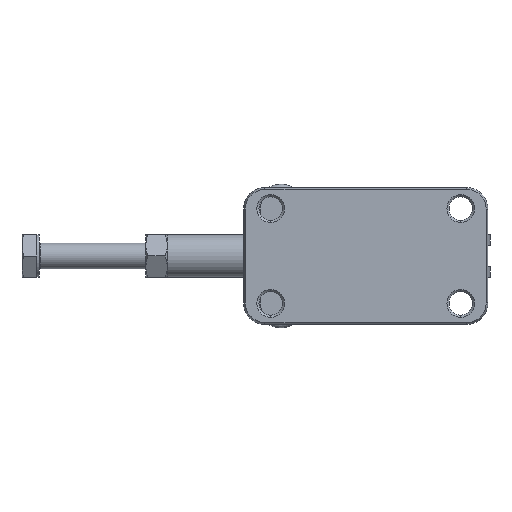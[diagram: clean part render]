
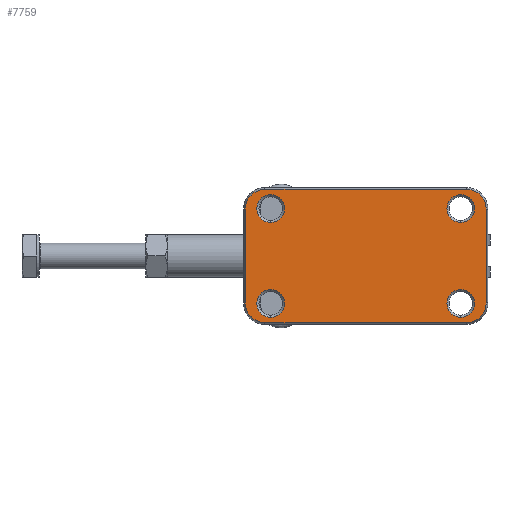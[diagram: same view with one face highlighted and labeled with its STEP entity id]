
A CAD part, front view. The second image highlights one B-rep face of the part: STEP entity #7759.
In plain terms, the highlighted planar face has unit normal (0, -1, 0).
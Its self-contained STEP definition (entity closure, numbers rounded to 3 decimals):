
#73 = DIRECTION ( 'NONE',  ( 0., 1., 0. ) ) ;
#219 = DIRECTION ( 'NONE',  ( 0., 1., 0. ) ) ;
#381 = ORIENTED_EDGE ( 'NONE', *, *, #8191, .T. ) ;
#388 = ORIENTED_EDGE ( 'NONE', *, *, #1549, .T. ) ;
#452 = DIRECTION ( 'NONE',  ( 0., 0., 1. ) ) ;
#602 = DIRECTION ( 'NONE',  ( 0., 1., 0. ) ) ;
#614 = ORIENTED_EDGE ( 'NONE', *, *, #7767, .T. ) ;
#747 = DIRECTION ( 'NONE',  ( 0., 0., 1. ) ) ;
#766 = AXIS2_PLACEMENT_3D ( 'NONE', #1924, #7387, #1121 ) ;
#841 = CIRCLE ( 'NONE', #7182, 3.25 ) ;
#868 = VECTOR ( 'NONE', #4519, 1000. ) ;
#908 = CARTESIAN_POINT ( 'NONE',  ( 50.85, 0., 11.1 ) ) ;
#1078 = AXIS2_PLACEMENT_3D ( 'NONE', #3827, #9268, #4606 ) ;
#1089 = ORIENTED_EDGE ( 'NONE', *, *, #6257, .T. ) ;
#1110 = CARTESIAN_POINT ( 'NONE',  ( 0.4, 0., 11. ) ) ;
#1121 = DIRECTION ( 'NONE',  ( 0., 0., 1. ) ) ;
#1197 = CARTESIAN_POINT ( 'NONE',  ( 5., 0., 15.6 ) ) ;
#1372 = FACE_BOUND ( 'NONE', #1705, .T. ) ;
#1403 = CARTESIAN_POINT ( 'NONE',  ( 56.8, 0., 11. ) ) ;
#1406 = CARTESIAN_POINT ( 'NONE',  ( 5., 0., -15.6 ) ) ;
#1449 = EDGE_CURVE ( 'NONE', #5290, #2681, #4972, .T. ) ;
#1463 = EDGE_CURVE ( 'NONE', #9371, #3958, #7056, .T. ) ;
#1549 = EDGE_CURVE ( 'NONE', #8329, #10040, #6068, .T. ) ;
#1705 = EDGE_LOOP ( 'NONE', ( #2710, #5062 ) ) ;
#1720 = DIRECTION ( 'NONE',  ( 0., 0., 1. ) ) ;
#1770 = DIRECTION ( 'NONE',  ( 1., 0., 0. ) ) ;
#1773 = CIRCLE ( 'NONE', #5480, 3.25 ) ;
#1903 = LINE ( 'NONE', #1197, #9930 ) ;
#1914 = CARTESIAN_POINT ( 'NONE',  ( 0.4, 0., -11. ) ) ;
#1915 = VERTEX_POINT ( 'NONE', #5432 ) ;
#1924 = CARTESIAN_POINT ( 'NONE',  ( 5., 0., 11. ) ) ;
#2015 = AXIS2_PLACEMENT_3D ( 'NONE', #9811, #5160, #452 ) ;
#2113 = VERTEX_POINT ( 'NONE', #9223 ) ;
#2118 = EDGE_CURVE ( 'NONE', #3958, #9391, #4463, .T. ) ;
#2165 = PLANE ( 'NONE',  #9712 ) ;
#2190 = CARTESIAN_POINT ( 'NONE',  ( 6.35, 0., -11.1 ) ) ;
#2199 = AXIS2_PLACEMENT_3D ( 'NONE', #10117, #5451, #747 ) ;
#2227 = CARTESIAN_POINT ( 'NONE',  ( 52.2, 0., 15.6 ) ) ;
#2246 = CARTESIAN_POINT ( 'NONE',  ( 6.35, 0., -14.35 ) ) ;
#2269 = VERTEX_POINT ( 'NONE', #6483 ) ;
#2461 = EDGE_LOOP ( 'NONE', ( #7112, #5711, #6380, #614, #3497, #6141, #388, #7214 ) ) ;
#2681 = VERTEX_POINT ( 'NONE', #2227 ) ;
#2710 = ORIENTED_EDGE ( 'NONE', *, *, #3758, .T. ) ;
#2857 = CARTESIAN_POINT ( 'NONE',  ( 6.35, 0., 11.1 ) ) ;
#2918 = EDGE_LOOP ( 'NONE', ( #7689, #381 ) ) ;
#2947 = DIRECTION ( 'NONE',  ( 0., -1., 0. ) ) ;
#2956 = FACE_OUTER_BOUND ( 'NONE', #2461, .T. ) ;
#2965 = DIRECTION ( 'NONE',  ( 0., 0., 1. ) ) ;
#3394 = ORIENTED_EDGE ( 'NONE', *, *, #6239, .T. ) ;
#3497 = ORIENTED_EDGE ( 'NONE', *, *, #1449, .T. ) ;
#3642 = DIRECTION ( 'NONE',  ( 0., 0., 1. ) ) ;
#3758 = EDGE_CURVE ( 'NONE', #8660, #5173, #8035, .T. ) ;
#3814 = CARTESIAN_POINT ( 'NONE',  ( 6.35, 0., -7.85 ) ) ;
#3827 = CARTESIAN_POINT ( 'NONE',  ( 6.35, 0., 11.1 ) ) ;
#3883 = EDGE_LOOP ( 'NONE', ( #3394, #1089 ) ) ;
#3958 = VERTEX_POINT ( 'NONE', #4658 ) ;
#4413 = CARTESIAN_POINT ( 'NONE',  ( 50.85, 0., -11.1 ) ) ;
#4418 = AXIS2_PLACEMENT_3D ( 'NONE', #4784, #73, #5581 ) ;
#4463 = LINE ( 'NONE', #1406, #6801 ) ;
#4519 = DIRECTION ( 'NONE',  ( 0., 0., 1. ) ) ;
#4582 = CARTESIAN_POINT ( 'NONE',  ( 5., 0., -11. ) ) ;
#4606 = DIRECTION ( 'NONE',  ( 0., 0., 1. ) ) ;
#4637 = AXIS2_PLACEMENT_3D ( 'NONE', #2190, #7646, #2965 ) ;
#4658 = CARTESIAN_POINT ( 'NONE',  ( 5., 0., -15.6 ) ) ;
#4784 = CARTESIAN_POINT ( 'NONE',  ( 50.85, 0., 11.1 ) ) ;
#4805 = EDGE_CURVE ( 'NONE', #1915, #7278, #5333, .T. ) ;
#4837 = CIRCLE ( 'NONE', #2199, 4.6 ) ;
#4924 = CARTESIAN_POINT ( 'NONE',  ( 50.85, 0., -11.1 ) ) ;
#4972 = CIRCLE ( 'NONE', #5170, 4.6 ) ;
#5038 = FACE_BOUND ( 'NONE', #7330, .T. ) ;
#5040 = CARTESIAN_POINT ( 'NONE',  ( 50.85, 0., -7.85 ) ) ;
#5062 = ORIENTED_EDGE ( 'NONE', *, *, #9616, .T. ) ;
#5127 = CARTESIAN_POINT ( 'NONE',  ( 50.85, 0., 7.85 ) ) ;
#5160 = DIRECTION ( 'NONE',  ( 0., 1., 0. ) ) ;
#5170 = AXIS2_PLACEMENT_3D ( 'NONE', #7628, #2947, #8400 ) ;
#5173 = VERTEX_POINT ( 'NONE', #5040 ) ;
#5209 = DIRECTION ( 'NONE',  ( 0., 0., 1. ) ) ;
#5290 = VERTEX_POINT ( 'NONE', #9051 ) ;
#5304 = CARTESIAN_POINT ( 'NONE',  ( 5., 0., 11. ) ) ;
#5333 = CIRCLE ( 'NONE', #8537, 3.25 ) ;
#5375 = DIRECTION ( 'NONE',  ( 0., 0., 1. ) ) ;
#5432 = CARTESIAN_POINT ( 'NONE',  ( 6.35, 0., 14.35 ) ) ;
#5451 = DIRECTION ( 'NONE',  ( 0., -1., 0. ) ) ;
#5478 = EDGE_CURVE ( 'NONE', #9391, #2269, #4837, .T. ) ;
#5480 = AXIS2_PLACEMENT_3D ( 'NONE', #908, #6413, #1720 ) ;
#5581 = DIRECTION ( 'NONE',  ( 0., 0., 1. ) ) ;
#5663 = AXIS2_PLACEMENT_3D ( 'NONE', #4413, #9861, #5209 ) ;
#5711 = ORIENTED_EDGE ( 'NONE', *, *, #2118, .T. ) ;
#5717 = DIRECTION ( 'NONE',  ( 0., 0., 1. ) ) ;
#5908 = EDGE_CURVE ( 'NONE', #2681, #8329, #1903, .T. ) ;
#6068 = CIRCLE ( 'NONE', #766, 4.6 ) ;
#6100 = DIRECTION ( 'NONE',  ( 0., 0., 1. ) ) ;
#6141 = ORIENTED_EDGE ( 'NONE', *, *, #5908, .T. ) ;
#6230 = AXIS2_PLACEMENT_3D ( 'NONE', #4582, #10031, #5375 ) ;
#6239 = EDGE_CURVE ( 'NONE', #8166, #2113, #7994, .T. ) ;
#6252 = LINE ( 'NONE', #1110, #8066 ) ;
#6257 = EDGE_CURVE ( 'NONE', #2113, #8166, #1773, .T. ) ;
#6272 = CIRCLE ( 'NONE', #4637, 3.25 ) ;
#6380 = ORIENTED_EDGE ( 'NONE', *, *, #5478, .T. ) ;
#6413 = DIRECTION ( 'NONE',  ( 0., 1., 0. ) ) ;
#6483 = CARTESIAN_POINT ( 'NONE',  ( 56.8, 0., -11. ) ) ;
#6602 = CARTESIAN_POINT ( 'NONE',  ( 52.2, 0., -15.6 ) ) ;
#6801 = VECTOR ( 'NONE', #1770, 1000. ) ;
#6880 = LINE ( 'NONE', #1403, #868 ) ;
#6918 = CARTESIAN_POINT ( 'NONE',  ( 6.35, 0., 7.85 ) ) ;
#7056 = CIRCLE ( 'NONE', #6230, 4.6 ) ;
#7083 = ORIENTED_EDGE ( 'NONE', *, *, #4805, .T. ) ;
#7112 = ORIENTED_EDGE ( 'NONE', *, *, #1463, .T. ) ;
#7128 = FACE_BOUND ( 'NONE', #3883, .T. ) ;
#7182 = AXIS2_PLACEMENT_3D ( 'NONE', #4924, #219, #5717 ) ;
#7214 = ORIENTED_EDGE ( 'NONE', *, *, #9377, .T. ) ;
#7278 = VERTEX_POINT ( 'NONE', #6918 ) ;
#7299 = VERTEX_POINT ( 'NONE', #3814 ) ;
#7330 = EDGE_LOOP ( 'NONE', ( #10061, #7083 ) ) ;
#7387 = DIRECTION ( 'NONE',  ( 0., -1., 0. ) ) ;
#7628 = CARTESIAN_POINT ( 'NONE',  ( 52.2, 0., 11. ) ) ;
#7646 = DIRECTION ( 'NONE',  ( 0., 1., 0. ) ) ;
#7689 = ORIENTED_EDGE ( 'NONE', *, *, #8269, .T. ) ;
#7759 = ADVANCED_FACE ( 'NONE', ( #1372, #9660, #7128, #5038, #2956 ), #2165, .F. ) ;
#7767 = EDGE_CURVE ( 'NONE', #2269, #5290, #6880, .T. ) ;
#7922 = CARTESIAN_POINT ( 'NONE',  ( 50.85, 0., -14.35 ) ) ;
#7945 = CIRCLE ( 'NONE', #1078, 3.25 ) ;
#7994 = CIRCLE ( 'NONE', #4418, 3.25 ) ;
#8035 = CIRCLE ( 'NONE', #5663, 3.25 ) ;
#8066 = VECTOR ( 'NONE', #9700, 1000. ) ;
#8166 = VERTEX_POINT ( 'NONE', #5127 ) ;
#8191 = EDGE_CURVE ( 'NONE', #7299, #9163, #8570, .T. ) ;
#8227 = DIRECTION ( 'NONE',  ( -1., 0., 0. ) ) ;
#8269 = EDGE_CURVE ( 'NONE', #9163, #7299, #6272, .T. ) ;
#8314 = DIRECTION ( 'NONE',  ( 0., 1., 0. ) ) ;
#8329 = VERTEX_POINT ( 'NONE', #9857 ) ;
#8400 = DIRECTION ( 'NONE',  ( 0., 0., 1. ) ) ;
#8529 = CARTESIAN_POINT ( 'NONE',  ( 0.4, 0., 11. ) ) ;
#8537 = AXIS2_PLACEMENT_3D ( 'NONE', #2857, #8314, #3642 ) ;
#8570 = CIRCLE ( 'NONE', #2015, 3.25 ) ;
#8660 = VERTEX_POINT ( 'NONE', #7922 ) ;
#9051 = CARTESIAN_POINT ( 'NONE',  ( 56.8, 0., 11. ) ) ;
#9162 = EDGE_CURVE ( 'NONE', #7278, #1915, #7945, .T. ) ;
#9163 = VERTEX_POINT ( 'NONE', #2246 ) ;
#9223 = CARTESIAN_POINT ( 'NONE',  ( 50.85, 0., 14.35 ) ) ;
#9268 = DIRECTION ( 'NONE',  ( 0., 1., 0. ) ) ;
#9371 = VERTEX_POINT ( 'NONE', #1914 ) ;
#9377 = EDGE_CURVE ( 'NONE', #10040, #9371, #6252, .T. ) ;
#9391 = VERTEX_POINT ( 'NONE', #6602 ) ;
#9616 = EDGE_CURVE ( 'NONE', #5173, #8660, #841, .T. ) ;
#9660 = FACE_BOUND ( 'NONE', #2918, .T. ) ;
#9700 = DIRECTION ( 'NONE',  ( 0., 0., -1. ) ) ;
#9712 = AXIS2_PLACEMENT_3D ( 'NONE', #5304, #602, #6100 ) ;
#9811 = CARTESIAN_POINT ( 'NONE',  ( 6.35, 0., -11.1 ) ) ;
#9857 = CARTESIAN_POINT ( 'NONE',  ( 5., 0., 15.6 ) ) ;
#9861 = DIRECTION ( 'NONE',  ( 0., 1., 0. ) ) ;
#9930 = VECTOR ( 'NONE', #8227, 1000. ) ;
#10031 = DIRECTION ( 'NONE',  ( 0., -1., 0. ) ) ;
#10040 = VERTEX_POINT ( 'NONE', #8529 ) ;
#10061 = ORIENTED_EDGE ( 'NONE', *, *, #9162, .T. ) ;
#10117 = CARTESIAN_POINT ( 'NONE',  ( 52.2, 0., -11. ) ) ;
